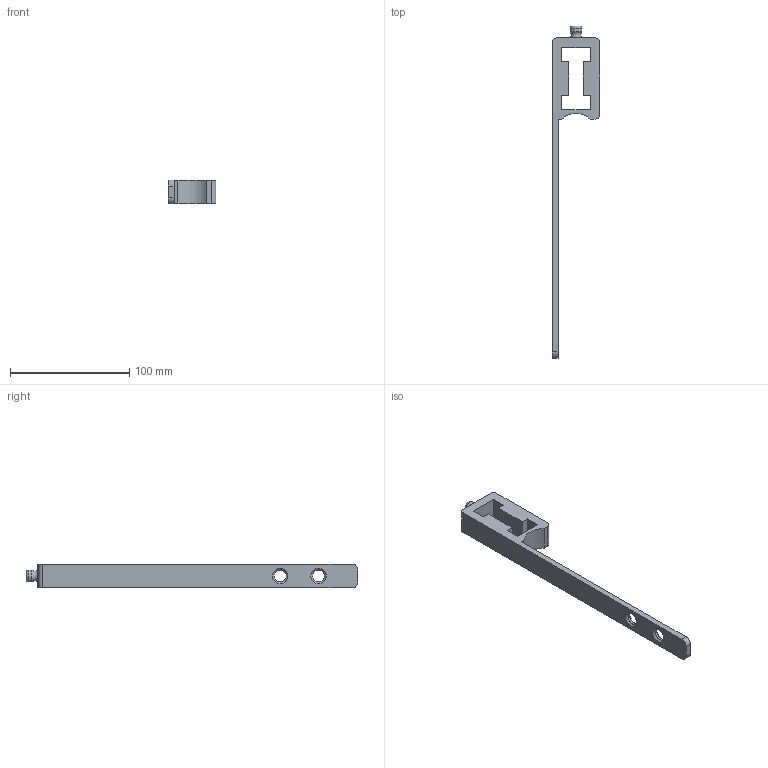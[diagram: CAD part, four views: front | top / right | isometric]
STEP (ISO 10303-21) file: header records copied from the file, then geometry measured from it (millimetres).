
FILE_DESCRIPTION(('STEP AP242'), '1');
FILE_NAME('JackFixer', '', ('UNSPECIFIED'), ('UNSPECIFIED'), 'C3D Converter', 'C3D Toolkit', '');
FILE_SCHEMA(('AP242_MANAGED_MODEL_BASED_3D_ENGINEERING_MIM_LF { 1 0 10303 442 1 1 4 }'));
Length unit declared in the file: millimetre
Bounding box: 40 x 278 x 20 mm (x, y, z)
Volume: 54050.1 mm3; surface area: 21361.4 mm2
Topology: 1 solids, 1 shells, 37 faces, 97 edges, 64 vertices
Faces by surface type: plane 22, cylinder 9, cone 4, torus 2
Full cylindrical faces by diameter (mm): 10 x3
Entity records: 1443 total; most frequent: CARTESIAN_POINT 190, DIRECTION 189, ORIENTED_EDGE 176, EDGE_CURVE 88, AXIS2_PLACEMENT_3D 63, VERTEX_POINT 63, LINE 63, VECTOR 63
